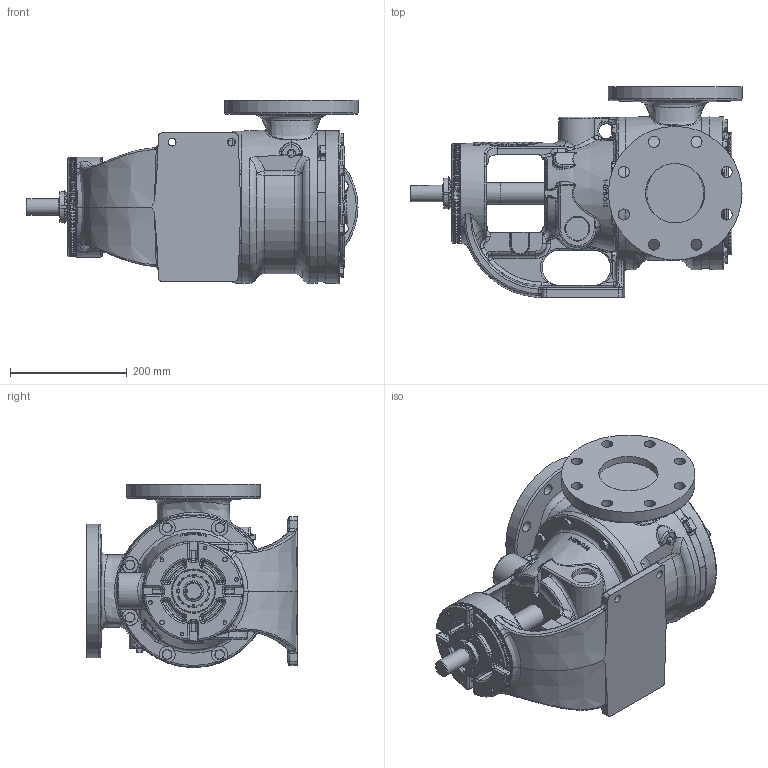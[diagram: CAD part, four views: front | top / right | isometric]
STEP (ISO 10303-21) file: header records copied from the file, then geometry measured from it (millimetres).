
FILE_DESCRIPTION (( 'STEP AP214' ), '1' );
FILE_NAME ('LQ224A_4in.STEP', '2018-08-02T14:25:39', ( '' ), ( '' ), 'SwSTEP 2.0', 'SolidWorks 2017', '' );
FILE_SCHEMA (( 'AUTOMOTIVE_DESIGN' ));
Length unit declared in the file: inch
Products named in the file (1): LQ224A_4in
Bounding box: 568.2 x 360.43 x 313.64 mm (x, y, z)
Volume: 18106017.6 mm3; surface area: 885338.3 mm2
Topology: 1 solids, 1 shells, 2250 faces, 5733 edges, 3509 vertices
Faces by surface type: plane 747, bspline 519, cone 512, cylinder 306, torus 115, sphere 51
Full cylindrical faces by diameter (mm): 5.016 x6, 6.35 x6, 6.528 x2, 7.937 x4, 11.506 x1, 13.487 x2, 15.875 x15, 19.05 x16, 28.55 x1, 36.493 x2, 43.434 x1, 133.35 x1, 139.624 x1, 139.7 x1, 228.6 x2, 260.35 x2
Entity records: 154897 total; most frequent: CARTESIAN_POINT 86614, ORIENTED_EDGE 10990, DIRECTION 8746, EDGE_CURVE 5495, AXIS2_PLACEMENT_3D 3613, VERTEX_POINT 3430, EDGE_LOOP 2481, FACE_OUTER_BOUND 2332
